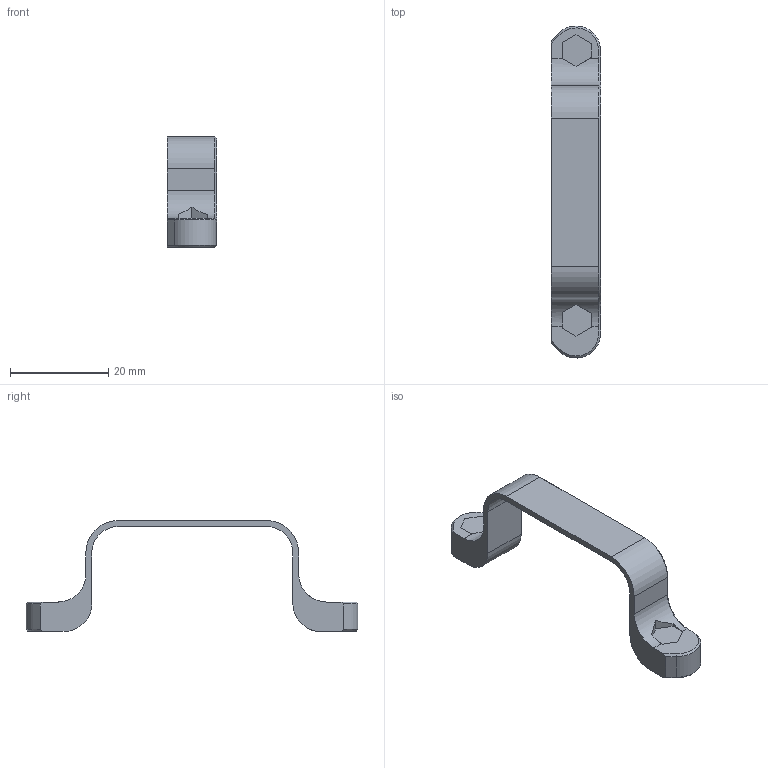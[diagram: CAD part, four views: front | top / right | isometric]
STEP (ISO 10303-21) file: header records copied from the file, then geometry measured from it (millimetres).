
FILE_DESCRIPTION(('STEP AP242'), '1');
FILE_NAME('Ïðèæèì ÀÊÁ', '', ('UNSPECIFIED'), ('UNSPECIFIED'), 'C3D Converter', 'C3D Toolkit', '');
FILE_SCHEMA(('AP242_MANAGED_MODEL_BASED_3D_ENGINEERING_MIM_LF { 1 0 10303 442 1 1 4 }'));
Length unit declared in the file: millimetre
Products named in the file (3): -03; -02
Assembly tree (3 placements, depth 3):
  (unnamed)
    -03  x2
      -02
Bounding box: 10 x 67.67 x 22.6 mm (x, y, z)
Volume: 2213.5 mm3; surface area: 2741 mm2
Topology: 3 solids, 3 shells, 86 faces, 219 edges, 138 vertices
Faces by surface type: plane 62, cylinder 12, cone 12
Entity records: 2555 total; most frequent: CARTESIAN_POINT 458, ORIENTED_EDGE 402, DIRECTION 397, EDGE_CURVE 201, LINE 155, VECTOR 155, VERTEX_POINT 126, AXIS2_PLACEMENT_3D 121
